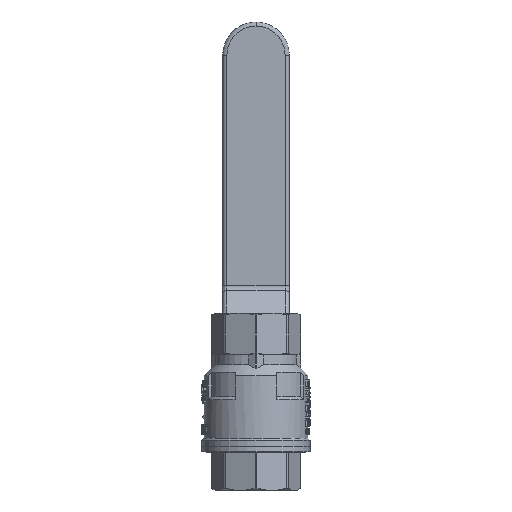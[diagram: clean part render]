
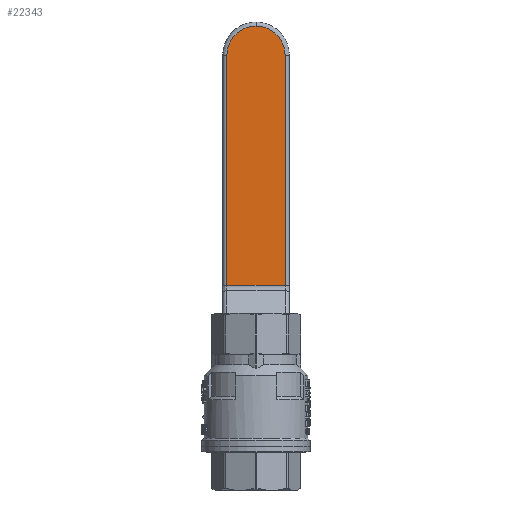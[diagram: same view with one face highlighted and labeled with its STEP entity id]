
A CAD part, front view. The second image highlights one B-rep face of the part: STEP entity #22343.
In plain terms, the highlighted planar face has unit normal (0, -1, 0).
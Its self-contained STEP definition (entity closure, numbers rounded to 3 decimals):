
#3027=LINE('',#42644,#4498);
#3028=LINE('',#42646,#4499);
#3029=LINE('',#42648,#4500);
#4498=VECTOR('',#32672,1000.);
#4499=VECTOR('',#32673,1000.);
#4500=VECTOR('',#32674,1000.);
#5581=PLANE('',#25411);
#12008=ORIENTED_EDGE('',*,*,#15574,.F.);
#12009=ORIENTED_EDGE('',*,*,#15575,.F.);
#12010=ORIENTED_EDGE('',*,*,#15576,.T.);
#12011=ORIENTED_EDGE('',*,*,#15577,.T.);
#12012=ORIENTED_EDGE('',*,*,#15578,.T.);
#15574=EDGE_CURVE('',#17897,#17898,#18332,.T.);
#15575=EDGE_CURVE('',#17899,#17897,#18333,.T.);
#15576=EDGE_CURVE('',#17899,#17900,#3027,.T.);
#15577=EDGE_CURVE('',#17900,#17901,#3028,.T.);
#15578=EDGE_CURVE('',#17901,#17898,#3029,.T.);
#17897=VERTEX_POINT('',#42640);
#17898=VERTEX_POINT('',#42641);
#17899=VERTEX_POINT('',#42643);
#17900=VERTEX_POINT('',#42645);
#17901=VERTEX_POINT('',#42647);
#18332=CIRCLE('',#25412,7.);
#18333=CIRCLE('',#25413,7.);
#19637=EDGE_LOOP('',(#12008,#12009,#12010,#12011,#12012));
#20988=FACE_BOUND('',#19637,.T.);
#22343=ADVANCED_FACE('',(#20988),#5581,.T.);
#25411=AXIS2_PLACEMENT_3D('',#42638,#32666,#32667);
#25412=AXIS2_PLACEMENT_3D('',#42639,#32668,#32669);
#25413=AXIS2_PLACEMENT_3D('',#42642,#32670,#32671);
#32666=DIRECTION('',(0.,-1.,0.));
#32667=DIRECTION('',(-1.,0.,0.));
#32668=DIRECTION('',(0.,1.,0.));
#32669=DIRECTION('',(1.,0.,0.));
#32670=DIRECTION('',(0.,1.,0.));
#32671=DIRECTION('',(0.,0.,1.));
#32672=DIRECTION('',(-1.,0.,0.));
#32673=DIRECTION('',(0.,0.,-1.));
#32674=DIRECTION('',(1.,0.,0.));
#42638=CARTESIAN_POINT('',(87.5,39.5,-14.));
#42639=CARTESIAN_POINT('',(79.5,39.5,-14.));
#42640=CARTESIAN_POINT('',(86.5,39.5,-14.));
#42641=CARTESIAN_POINT('',(79.5,39.5,-21.));
#42642=CARTESIAN_POINT('',(79.5,39.5,-14.));
#42643=CARTESIAN_POINT('',(79.5,39.5,-7.));
#42644=CARTESIAN_POINT('',(51.854,39.5,-7.));
#42645=CARTESIAN_POINT('',(24.207,39.5,-7.));
#42646=CARTESIAN_POINT('',(24.207,39.5,-14.));
#42647=CARTESIAN_POINT('',(24.207,39.5,-21.));
#42648=CARTESIAN_POINT('',(51.853,39.5,-21.));
